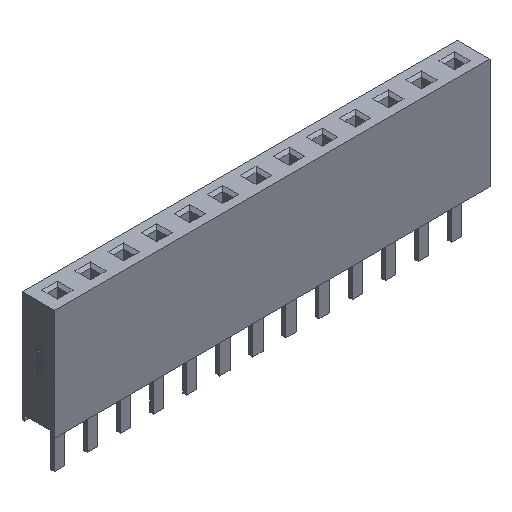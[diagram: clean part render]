
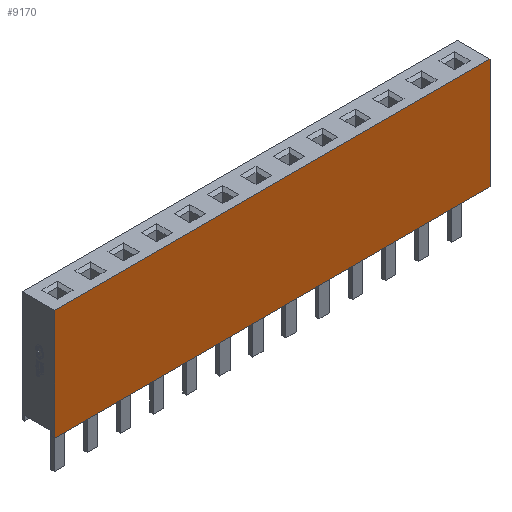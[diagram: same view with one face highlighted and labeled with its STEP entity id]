
A CAD part, isometric view. The second image highlights one B-rep face of the part: STEP entity #9170.
In plain terms, the highlighted planar face has unit normal (0, -1, 0).
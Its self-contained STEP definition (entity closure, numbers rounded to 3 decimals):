
#518=FACE_OUTER_BOUND('',#1056,.T.);
#1056=EDGE_LOOP('',(#6469,#6470,#6471,#6472));
#1461=LINE('',#12094,#2527);
#1778=LINE('',#13033,#2844);
#1877=LINE('',#13448,#2943);
#1880=LINE('',#13454,#2946);
#2527=VECTOR('',#10075,1.);
#2844=VECTOR('',#10656,1.);
#2943=VECTOR('',#10761,1.);
#2946=VECTOR('',#10768,1.);
#3593=VERTEX_POINT('',#12091);
#3594=VERTEX_POINT('',#12093);
#3900=VERTEX_POINT('',#13032);
#4008=VERTEX_POINT('',#13446);
#4439=EDGE_CURVE('',#3594,#3593,#1461,.T.);
#4834=EDGE_CURVE('',#3594,#3900,#1778,.T.);
#4945=EDGE_CURVE('',#3593,#4008,#1877,.T.);
#4948=EDGE_CURVE('',#3900,#4008,#1880,.T.);
#6469=ORIENTED_EDGE('',*,*,#4945,.T.);
#6470=ORIENTED_EDGE('',*,*,#4948,.F.);
#6471=ORIENTED_EDGE('',*,*,#4834,.F.);
#6472=ORIENTED_EDGE('',*,*,#4439,.T.);
#8429=PLANE('',#9728);
#9170=ADVANCED_FACE('',(#518),#8429,.F.);
#9728=AXIS2_PLACEMENT_3D('',#13453,#10766,#10767);
#10075=DIRECTION('',(0.,0.,-1.));
#10656=DIRECTION('',(1.,0.,0.));
#10761=DIRECTION('',(1.,0.,0.));
#10766=DIRECTION('center_axis',(0.,1.,0.));
#10767=DIRECTION('ref_axis',(-1.,0.,0.));
#10768=DIRECTION('',(0.,0.,-1.));
#12091=CARTESIAN_POINT('',(-16.71,-1.25,0.1));
#12093=CARTESIAN_POINT('',(-16.71,-1.25,8.6));
#12094=CARTESIAN_POINT('',(-16.71,-1.25,8.6));
#13032=CARTESIAN_POINT('',(16.71,-1.25,8.6));
#13033=CARTESIAN_POINT('',(-16.71,-1.25,8.6));
#13446=CARTESIAN_POINT('',(16.71,-1.25,0.1));
#13448=CARTESIAN_POINT('',(-16.71,-1.25,0.1));
#13453=CARTESIAN_POINT('Origin',(-16.71,-1.25,8.6));
#13454=CARTESIAN_POINT('',(16.71,-1.25,8.6));
